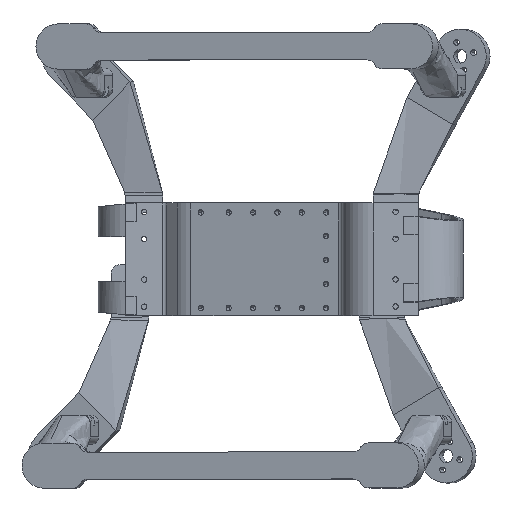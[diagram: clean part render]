
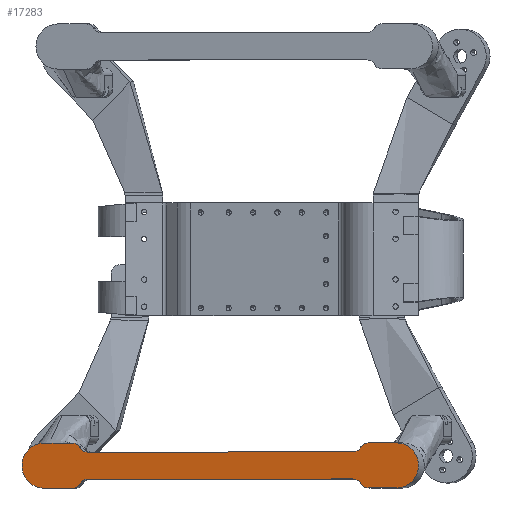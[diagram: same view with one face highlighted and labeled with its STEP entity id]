
A CAD part, top view. The second image highlights one B-rep face of the part: STEP entity #17283.
In plain terms, the highlighted face is planar.
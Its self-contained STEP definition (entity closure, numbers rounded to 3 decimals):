
#17200 = VERTEX_POINT('',#17201);
#17201 = CARTESIAN_POINT('',(-21.51,210.036,-80.));
#17207 = EDGE_CURVE('',#17200,#17208,#17210,.T.);
#17208 = VERTEX_POINT('',#17209);
#17209 = CARTESIAN_POINT('',(-21.51,193.536,-80.));
#17210 = LINE('',#17211,#17212);
#17211 = CARTESIAN_POINT('',(-21.51,7.334,-80.));
#17212 = VECTOR('',#17213,1.);
#17213 = DIRECTION('',(0.,-1.,0.));
#17258 = VERTEX_POINT('',#17259);
#17259 = CARTESIAN_POINT('',(3.49,7.334,-80.));
#17265 = EDGE_CURVE('',#17258,#17266,#17268,.T.);
#17266 = VERTEX_POINT('',#17267);
#17267 = CARTESIAN_POINT('',(3.49,23.834,-80.));
#17268 = LINE('',#17269,#17270);
#17269 = CARTESIAN_POINT('',(3.49,7.334,-80.));
#17270 = VECTOR('',#17271,1.);
#17271 = DIRECTION('',(0.,1.,0.));
#17283 = ADVANCED_FACE('',(#17284),#17442,.T.);
#17284 = FACE_BOUND('',#17285,.T.);
#17285 = EDGE_LOOP('',(#17286,#17287,#17296,#17304,#17313,#17322,#17331,
    #17339,#17348,#17357,#17364,#17365,#17374,#17382,#17391,#17400,
    #17409,#17417,#17426,#17435));
#17286 = ORIENTED_EDGE('',*,*,#17207,.F.);
#17287 = ORIENTED_EDGE('',*,*,#17288,.F.);
#17288 = EDGE_CURVE('',#17289,#17200,#17291,.T.);
#17289 = VERTEX_POINT('',#17290);
#17290 = CARTESIAN_POINT('',(3.49,210.036,-80.));
#17291 = CIRCLE('',#17292,12.5);
#17292 = AXIS2_PLACEMENT_3D('',#17293,#17294,#17295);
#17293 = CARTESIAN_POINT('',(-9.01,210.036,-80.));
#17294 = DIRECTION('',(0.,-0.,1.));
#17295 = DIRECTION('',(1.,0.,0.));
#17296 = ORIENTED_EDGE('',*,*,#17297,.F.);
#17297 = EDGE_CURVE('',#17298,#17289,#17300,.T.);
#17298 = VERTEX_POINT('',#17299);
#17299 = CARTESIAN_POINT('',(3.49,193.536,-80.));
#17300 = LINE('',#17301,#17302);
#17301 = CARTESIAN_POINT('',(3.49,7.334,-80.));
#17302 = VECTOR('',#17303,1.);
#17303 = DIRECTION('',(0.,1.,0.));
#17304 = ORIENTED_EDGE('',*,*,#17305,.F.);
#17305 = EDGE_CURVE('',#17306,#17298,#17308,.T.);
#17306 = VERTEX_POINT('',#17307);
#17307 = CARTESIAN_POINT('',(1.49,189.536,-80.));
#17308 = CIRCLE('',#17309,5.);
#17309 = AXIS2_PLACEMENT_3D('',#17310,#17311,#17312);
#17310 = CARTESIAN_POINT('',(-1.51,193.536,-80.));
#17311 = DIRECTION('',(0.,-0.,1.));
#17312 = DIRECTION('',(1.,0.,0.));
#17313 = ORIENTED_EDGE('',*,*,#17314,.T.);
#17314 = EDGE_CURVE('',#17306,#17315,#17317,.T.);
#17315 = VERTEX_POINT('',#17316);
#17316 = CARTESIAN_POINT('',(0.713,188.985,-80.));
#17317 = CIRCLE('',#17318,17.5);
#17318 = AXIS2_PLACEMENT_3D('',#17319,#17320,#17321);
#17319 = CARTESIAN_POINT('',(-9.01,203.536,-80.));
#17320 = DIRECTION('',(0.,0.,-1.));
#17321 = DIRECTION('',(1.,0.,0.));
#17322 = ORIENTED_EDGE('',*,*,#17323,.F.);
#17323 = EDGE_CURVE('',#17324,#17315,#17326,.T.);
#17324 = VERTEX_POINT('',#17325);
#17325 = CARTESIAN_POINT('',(-1.51,184.828,-80.));
#17326 = CIRCLE('',#17327,5.);
#17327 = AXIS2_PLACEMENT_3D('',#17328,#17329,#17330);
#17328 = CARTESIAN_POINT('',(3.49,184.828,-80.));
#17329 = DIRECTION('',(0.,0.,-1.));
#17330 = DIRECTION('',(1.,0.,0.));
#17331 = ORIENTED_EDGE('',*,*,#17332,.F.);
#17332 = EDGE_CURVE('',#17333,#17324,#17335,.T.);
#17333 = VERTEX_POINT('',#17334);
#17334 = CARTESIAN_POINT('',(-1.51,32.542,-80.));
#17335 = LINE('',#17336,#17337);
#17336 = CARTESIAN_POINT('',(-1.51,7.334,-80.));
#17337 = VECTOR('',#17338,1.);
#17338 = DIRECTION('',(0.,1.,0.));
#17339 = ORIENTED_EDGE('',*,*,#17340,.F.);
#17340 = EDGE_CURVE('',#17341,#17333,#17343,.T.);
#17341 = VERTEX_POINT('',#17342);
#17342 = CARTESIAN_POINT('',(0.713,28.385,-80.));
#17343 = CIRCLE('',#17344,5.);
#17344 = AXIS2_PLACEMENT_3D('',#17345,#17346,#17347);
#17345 = CARTESIAN_POINT('',(3.49,32.542,-80.));
#17346 = DIRECTION('',(0.,0.,-1.));
#17347 = DIRECTION('',(1.,0.,0.));
#17348 = ORIENTED_EDGE('',*,*,#17349,.T.);
#17349 = EDGE_CURVE('',#17341,#17350,#17352,.T.);
#17350 = VERTEX_POINT('',#17351);
#17351 = CARTESIAN_POINT('',(1.49,27.834,-80.));
#17352 = CIRCLE('',#17353,17.5);
#17353 = AXIS2_PLACEMENT_3D('',#17354,#17355,#17356);
#17354 = CARTESIAN_POINT('',(-9.01,13.834,-80.));
#17355 = DIRECTION('',(0.,0.,-1.));
#17356 = DIRECTION('',(1.,0.,0.));
#17357 = ORIENTED_EDGE('',*,*,#17358,.F.);
#17358 = EDGE_CURVE('',#17266,#17350,#17359,.T.);
#17359 = CIRCLE('',#17360,5.);
#17360 = AXIS2_PLACEMENT_3D('',#17361,#17362,#17363);
#17361 = CARTESIAN_POINT('',(-1.51,23.834,-80.));
#17362 = DIRECTION('',(0.,-0.,1.));
#17363 = DIRECTION('',(1.,0.,0.));
#17364 = ORIENTED_EDGE('',*,*,#17265,.F.);
#17365 = ORIENTED_EDGE('',*,*,#17366,.F.);
#17366 = EDGE_CURVE('',#17367,#17258,#17369,.T.);
#17367 = VERTEX_POINT('',#17368);
#17368 = CARTESIAN_POINT('',(-21.51,7.334,-80.));
#17369 = CIRCLE('',#17370,12.5);
#17370 = AXIS2_PLACEMENT_3D('',#17371,#17372,#17373);
#17371 = CARTESIAN_POINT('',(-9.01,7.334,-80.));
#17372 = DIRECTION('',(0.,-0.,1.));
#17373 = DIRECTION('',(1.,0.,0.));
#17374 = ORIENTED_EDGE('',*,*,#17375,.F.);
#17375 = EDGE_CURVE('',#17376,#17367,#17378,.T.);
#17376 = VERTEX_POINT('',#17377);
#17377 = CARTESIAN_POINT('',(-21.51,23.834,-80.));
#17378 = LINE('',#17379,#17380);
#17379 = CARTESIAN_POINT('',(-21.51,7.334,-80.));
#17380 = VECTOR('',#17381,1.);
#17381 = DIRECTION('',(0.,-1.,0.));
#17382 = ORIENTED_EDGE('',*,*,#17383,.F.);
#17383 = EDGE_CURVE('',#17384,#17376,#17386,.T.);
#17384 = VERTEX_POINT('',#17385);
#17385 = CARTESIAN_POINT('',(-19.51,27.834,-80.));
#17386 = CIRCLE('',#17387,5.);
#17387 = AXIS2_PLACEMENT_3D('',#17388,#17389,#17390);
#17388 = CARTESIAN_POINT('',(-16.51,23.834,-80.));
#17389 = DIRECTION('',(0.,-0.,1.));
#17390 = DIRECTION('',(1.,0.,0.));
#17391 = ORIENTED_EDGE('',*,*,#17392,.T.);
#17392 = EDGE_CURVE('',#17384,#17393,#17395,.T.);
#17393 = VERTEX_POINT('',#17394);
#17394 = CARTESIAN_POINT('',(-18.732,28.385,-80.));
#17395 = CIRCLE('',#17396,17.5);
#17396 = AXIS2_PLACEMENT_3D('',#17397,#17398,#17399);
#17397 = CARTESIAN_POINT('',(-9.01,13.834,-80.));
#17398 = DIRECTION('',(0.,0.,-1.));
#17399 = DIRECTION('',(1.,0.,0.));
#17400 = ORIENTED_EDGE('',*,*,#17401,.F.);
#17401 = EDGE_CURVE('',#17402,#17393,#17404,.T.);
#17402 = VERTEX_POINT('',#17403);
#17403 = CARTESIAN_POINT('',(-16.51,32.542,-80.));
#17404 = CIRCLE('',#17405,5.);
#17405 = AXIS2_PLACEMENT_3D('',#17406,#17407,#17408);
#17406 = CARTESIAN_POINT('',(-21.51,32.542,-80.));
#17407 = DIRECTION('',(0.,0.,-1.));
#17408 = DIRECTION('',(1.,0.,0.));
#17409 = ORIENTED_EDGE('',*,*,#17410,.F.);
#17410 = EDGE_CURVE('',#17411,#17402,#17413,.T.);
#17411 = VERTEX_POINT('',#17412);
#17412 = CARTESIAN_POINT('',(-16.51,184.828,-80.));
#17413 = LINE('',#17414,#17415);
#17414 = CARTESIAN_POINT('',(-16.51,7.334,-80.));
#17415 = VECTOR('',#17416,1.);
#17416 = DIRECTION('',(0.,-1.,0.));
#17417 = ORIENTED_EDGE('',*,*,#17418,.F.);
#17418 = EDGE_CURVE('',#17419,#17411,#17421,.T.);
#17419 = VERTEX_POINT('',#17420);
#17420 = CARTESIAN_POINT('',(-18.732,188.985,-80.));
#17421 = CIRCLE('',#17422,5.);
#17422 = AXIS2_PLACEMENT_3D('',#17423,#17424,#17425);
#17423 = CARTESIAN_POINT('',(-21.51,184.828,-80.));
#17424 = DIRECTION('',(0.,0.,-1.));
#17425 = DIRECTION('',(1.,0.,0.));
#17426 = ORIENTED_EDGE('',*,*,#17427,.T.);
#17427 = EDGE_CURVE('',#17419,#17428,#17430,.T.);
#17428 = VERTEX_POINT('',#17429);
#17429 = CARTESIAN_POINT('',(-19.51,189.536,-80.));
#17430 = CIRCLE('',#17431,17.5);
#17431 = AXIS2_PLACEMENT_3D('',#17432,#17433,#17434);
#17432 = CARTESIAN_POINT('',(-9.01,203.536,-80.));
#17433 = DIRECTION('',(0.,0.,-1.));
#17434 = DIRECTION('',(1.,0.,0.));
#17435 = ORIENTED_EDGE('',*,*,#17436,.F.);
#17436 = EDGE_CURVE('',#17208,#17428,#17437,.T.);
#17437 = CIRCLE('',#17438,5.);
#17438 = AXIS2_PLACEMENT_3D('',#17439,#17440,#17441);
#17439 = CARTESIAN_POINT('',(-16.51,193.536,-80.));
#17440 = DIRECTION('',(0.,-0.,1.));
#17441 = DIRECTION('',(1.,0.,0.));
#17442 = PLANE('',#17443);
#17443 = AXIS2_PLACEMENT_3D('',#17444,#17445,#17446);
#17444 = CARTESIAN_POINT('',(-9.01,7.334,-80.));
#17445 = DIRECTION('',(0.,0.,-1.));
#17446 = DIRECTION('',(1.,0.,0.));
